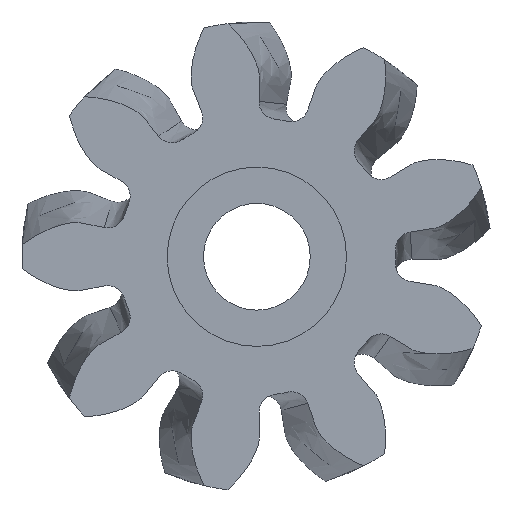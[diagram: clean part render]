
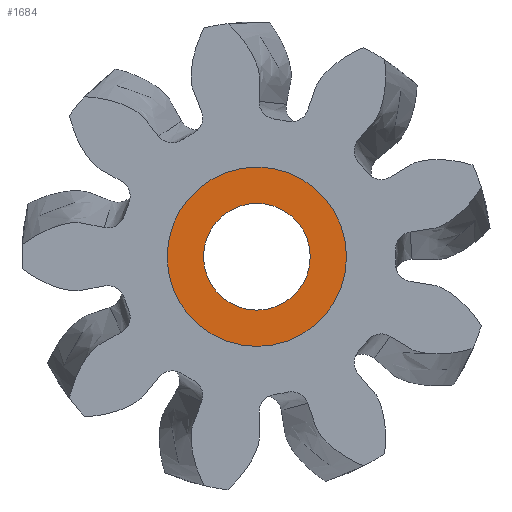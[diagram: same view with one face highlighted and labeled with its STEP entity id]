
A CAD part, front view. The second image highlights one B-rep face of the part: STEP entity #1684.
In plain terms, the highlighted planar face has unit normal (0, -1, 0).
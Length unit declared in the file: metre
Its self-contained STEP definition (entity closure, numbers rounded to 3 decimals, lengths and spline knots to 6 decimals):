
#141=PLANE('',#1835);
#780=ORIENTED_EDGE('',*,*,#1050,.F.);
#781=ORIENTED_EDGE('',*,*,#1049,.T.);
#1049=EDGE_CURVE('',#1217,#1217,#1322,.T.);
#1050=EDGE_CURVE('',#1218,#1218,#1323,.T.);
#1217=VERTEX_POINT('',#10683);
#1218=VERTEX_POINT('',#10686);
#1322=CIRCLE('',#1834,0.0021);
#1323=CIRCLE('',#1836,0.00125);
#1433=EDGE_LOOP('',(#780));
#1434=EDGE_LOOP('',(#781));
#1546=FACE_BOUND('',#1433,.T.);
#1547=FACE_BOUND('',#1434,.T.);
#1684=ADVANCED_FACE('',(#1546,#1547),#141,.T.);
#1834=AXIS2_PLACEMENT_3D('',#10682,#2110,#2111);
#1835=AXIS2_PLACEMENT_3D('',#10684,#2112,#2113);
#1836=AXIS2_PLACEMENT_3D('',#10685,#2114,#2115);
#2110=DIRECTION('',(0.,-1.,0.));
#2111=DIRECTION('',(0.,0.,-1.));
#2112=DIRECTION('',(0.,-1.,0.));
#2113=DIRECTION('',(1.,0.,0.));
#2114=DIRECTION('',(0.,-1.,0.));
#2115=DIRECTION('',(0.,0.,-1.));
#10682=CARTESIAN_POINT('',(0.,-0.007,0.));
#10683=CARTESIAN_POINT('',(0.,-0.007,-0.0021));
#10684=CARTESIAN_POINT('',(-0.00012,-0.007,0.));
#10685=CARTESIAN_POINT('',(0.,-0.007,0.));
#10686=CARTESIAN_POINT('',(0.,-0.007,-0.00125));
